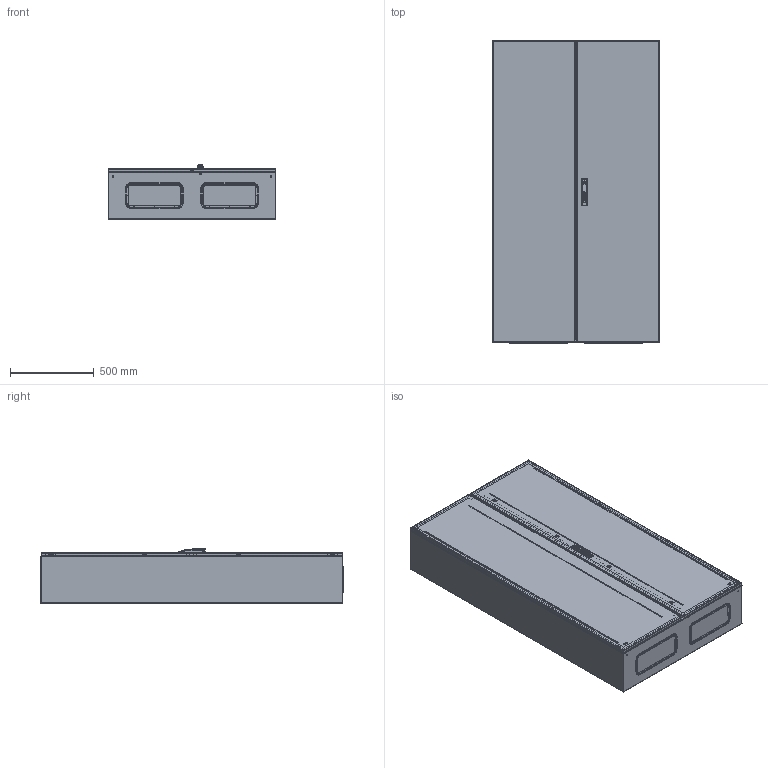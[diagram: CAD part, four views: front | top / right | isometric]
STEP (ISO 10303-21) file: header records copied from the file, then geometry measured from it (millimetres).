
FILE_DESCRIPTION (( 'STEP AP203' ), '1' );
FILE_NAME ('RH_10183.STEP', '2019-05-27T09:10:32', ( '' ), ( '' ), 'SwSTEP 2.0', 'SolidWorks 2012', '' );
FILE_SCHEMA (( 'CONFIG_CONTROL_DESIGN' ));
Length unit declared in the file: millimetre
Products named in the file (49): RH_GR3_DR_bierne_RH1018-drzwiB; RH-Flange322; RHdrzwiCzynnebl_RH1018-drzwiC; PT-M6-15-OC; Uziemienie; RH_zawias_drzwi; DBierne-uszczelka_18; FH-M8-20-STCu; RHv2-PMG_RH-PMG1018; Zawias_skrzynki_RH; RHdrzwiBiernebl_RH1018-drzwiB; FH-M8-40-STCu; RH_Korpus_uproszczony_RH 10183 Korpus; RH-Dekiel_Dekiel345x155; M6x10; Wkladka paten; 1C.WRS.02.01.00_2szlifowanie; 1C.WRS-P.04.00.00; sworze½ 66; DCzynna-uszczelka_18; 1C.WRS-P.01.00.00_Domy挈na; RH_10183; RH_GR3_DR_Czynne_RH1018-drzwiC; LustroFH-M8-20-STCu; ISO 4032-M6-OC; RH-Flange325; Zestaw RS750_18; ISO 7089-6-OC; 1C.J-175.18.45; OC0 prêt p³aski  z rolk¹_18; OC0- rolka; Adapter 1C.903.001_v3; mechanizm zebaty MZ 2; OC0 prowadnica_18; P314 cz龕訐v3; Prowadnica P314; Zabezpieczenie_v3; 1C.MZ1.05.01.00_v3; 1C.MZ1.01.00.00_frezowanie fi22_v3; 1C.MZ2.04.01.00_v3 ...
Assembly tree (109 placements, depth 6):
  RH_10183
    RH_Korpus_uproszczony_RH 10183 Korpus
    FH-M8-40-STCu  x6
    RH-Dekiel_Dekiel345x155  x2
    Zawias_skrzynki_RH  x6
    FH-M8-20-STCu  x2
    RHv2-PMG_RH-PMG1018
    RH_GR3_DR_bierne_RH1018-drzwiB
      RHdrzwiBiernebl_RH1018-drzwiB
      RH_zawias_drzwi  x4
      DBierne-uszczelka_18
      Uziemienie
      PT-M6-15-OC
      RH-Flange322  x10
    RH_GR3_DR_Czynne_RH1018-drzwiC
      RHdrzwiCzynnebl_RH1018-drzwiC
      RH_zawias_drzwi  x4
      DCzynna-uszczelka_18
      Zestaw RS750_18
        RS750
          sworze½ 66
          1C.WRS-P.1
            1C.WRS-P.01.00.00_Domy挈na
            1C.WRS-P.04.00.00
            M6x10
            1C.WRS.02.01.00_2szlifowanie
            Wkladka paten
          nak-adka
          RS niski przesuwka_Default
          RS niski klamka L_Default
          RS niski szyld_Default
          Wkret 4,1 x 23  x4
        mechanizm zebaty MZ 2
          1C.MZ1.02.00.2_300_v3
          1C.MZ2.03.01.00_v3
          1C.MZ1.05.01.00_v3  x2
          1C.MZ2.04.01.00_v3
          Zabezpieczenie_v3  x2
          1C.MZ1.01.00.00_frezowanie fi22_v3  x2
        Prowadnica P314  x4
          P314 cz龕訐v3
        OC0 prêt p³aski  z rolk¹_18  x2
          OC0 prowadnica_18
          OC0- rolka
        Adapter 1C.903.001_v3
        1C.J-175.18.45
      PT-M6-15-OC  x5
      Uziemienie
      RH-Flange325  x10
      ISO 7089-6-OC  x4
      ISO 4032-M6-OC  x4
    LustroFH-M8-20-STCu  x2
Bounding box: 1000 x 1802.7 x 323.14 mm (x, y, z)
Volume: 13131872 mm3; surface area: 15633216 mm2
Topology: 109 solids, 109 shells, 5355 faces, 13923 edges, 8780 vertices
Faces by surface type: cylinder 2594, plane 1969, bspline 298, torus 240, cone 238, sphere 16
Entity records: 98219 total; most frequent: CARTESIAN_POINT 29340, ORIENTED_EDGE 13282, DIRECTION 12620, EDGE_CURVE 6641, AXIS2_PLACEMENT_3D 4550, VERTEX_POINT 4190, LINE 3520, VECTOR 3520
